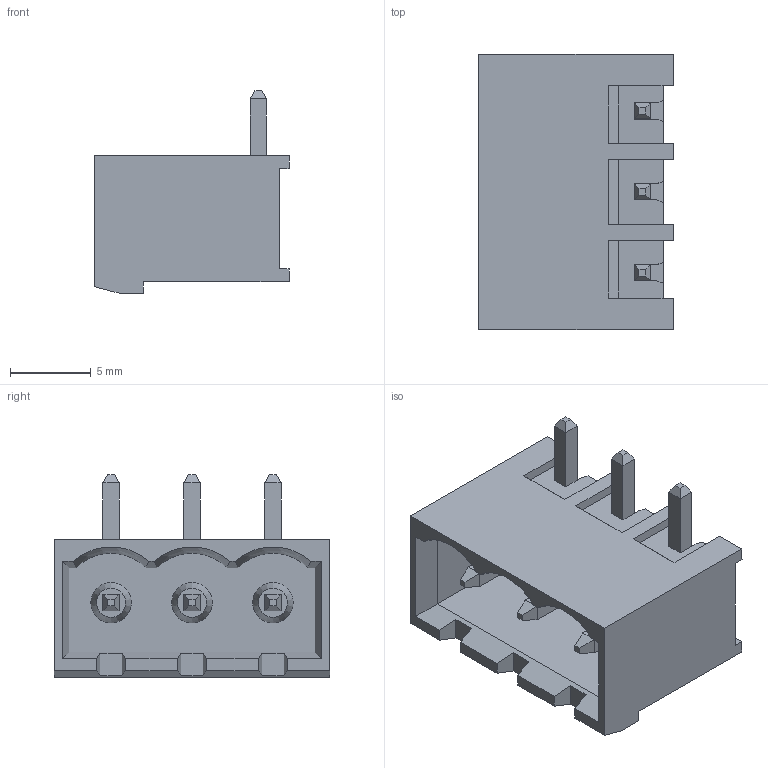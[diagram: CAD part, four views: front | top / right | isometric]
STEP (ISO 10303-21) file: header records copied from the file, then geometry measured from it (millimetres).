
FILE_DESCRIPTION( ( 'STEP AP203' ), '1' );
FILE_NAME( 'PV03-5-H-P.stp', ' ', ( ' ' ), ( ' ' ), 'PSStep 15.0.49', 'VISI 20.0', ' ' );
FILE_SCHEMA( ( 'AUTOMOTIVE_DESIGN { 1 0 10303 214 1 1 1 1 }' ) );
Length unit declared in the file: millimetre
Products named in the file (1): 1
Bounding box: 12 x 17 x 12.5 mm (x, y, z)
Volume: 814.8 mm3; surface area: 1390.5 mm2
Topology: 1 solids, 1 shells, 174 faces, 448 edges, 282 vertices
Faces by surface type: plane 162, cylinder 6, cone 6
Entity records: 6533 total; most frequent: CARTESIAN_POINT 920, ORIENTED_EDGE 890, DIRECTION 810, EDGE_CURVE 445, LINE 418, VECTOR 418, VERTEX_POINT 282, AXIS2_PLACEMENT_3D 196
